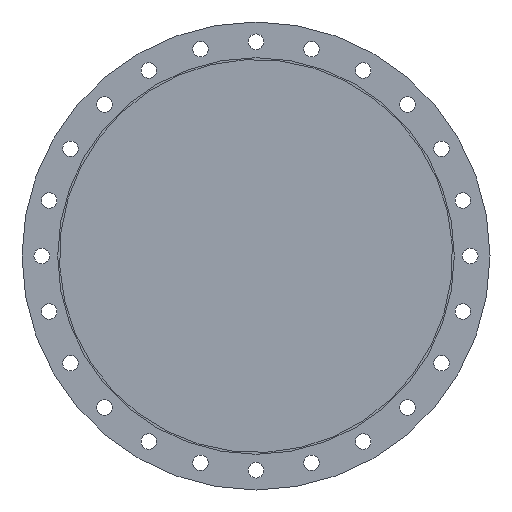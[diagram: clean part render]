
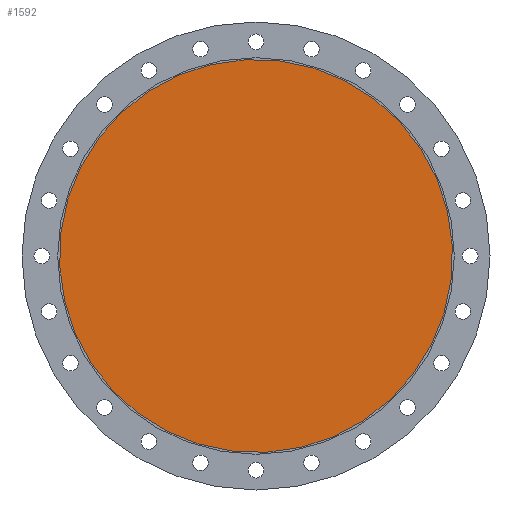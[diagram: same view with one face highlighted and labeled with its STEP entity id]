
A CAD part, front view. The second image highlights one B-rep face of the part: STEP entity #1592.
In plain terms, the highlighted planar face has unit normal (0, -1, 0).
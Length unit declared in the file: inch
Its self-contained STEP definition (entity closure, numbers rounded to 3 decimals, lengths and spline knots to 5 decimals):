
#7 = CARTESIAN_POINT ( 'NONE',  ( 2.29033, -0.864, -3.50565 ) ) ;
#159 = CARTESIAN_POINT ( 'NONE',  ( -2.29033, -0.864, 3.50565 ) ) ;
#390 = DIRECTION ( 'NONE',  ( -0.837, 0., -0.547 ) ) ;
#391 = DIRECTION ( 'NONE',  ( 0., -1., 0. ) ) ;
#392 = PLANE ( 'NONE',  #780 ) ;
#393 = DIRECTION ( 'NONE',  ( -0.547, 0., 0.837 ) ) ;
#397 = FACE_OUTER_BOUND ( 'NONE', #1524, .T. ) ;
#399 = DIRECTION ( 'NONE',  ( 0., -1., 0. ) ) ;
#402 = CARTESIAN_POINT ( 'NONE',  ( 0., -0.864, 0. ) ) ;
#406 = CARTESIAN_POINT ( 'NONE',  ( 0., -0.864, 0. ) ) ;
#449 = CIRCLE ( 'NONE', #546, 4.1875 ) ;
#546 = AXIS2_PLACEMENT_3D ( 'NONE', #2389, #2386, #2383 ) ;
#699 = AXIS2_PLACEMENT_3D ( 'NONE', #406, #399, #393 ) ;
#716 = CIRCLE ( 'NONE', #699, 4.1875 ) ;
#780 = AXIS2_PLACEMENT_3D ( 'NONE', #402, #391, #390 ) ;
#1432 = ORIENTED_EDGE ( 'NONE', *, *, #1580, .T. ) ;
#1433 = ORIENTED_EDGE ( 'NONE', *, *, #1612, .T. ) ;
#1524 = EDGE_LOOP ( 'NONE', ( #1433, #1432 ) ) ;
#1580 = EDGE_CURVE ( 'NONE', #1852, #2019, #716, .T. ) ;
#1592 = ADVANCED_FACE ( 'NONE', ( #397 ), #392, .T. ) ;
#1612 = EDGE_CURVE ( 'NONE', #2019, #1852, #449, .T. ) ;
#1852 = VERTEX_POINT ( 'NONE', #159 ) ;
#2019 = VERTEX_POINT ( 'NONE', #7 ) ;
#2383 = DIRECTION ( 'NONE',  ( -0.547, 0., 0.837 ) ) ;
#2386 = DIRECTION ( 'NONE',  ( 0., -1., 0. ) ) ;
#2389 = CARTESIAN_POINT ( 'NONE',  ( 0., -0.864, 0. ) ) ;
